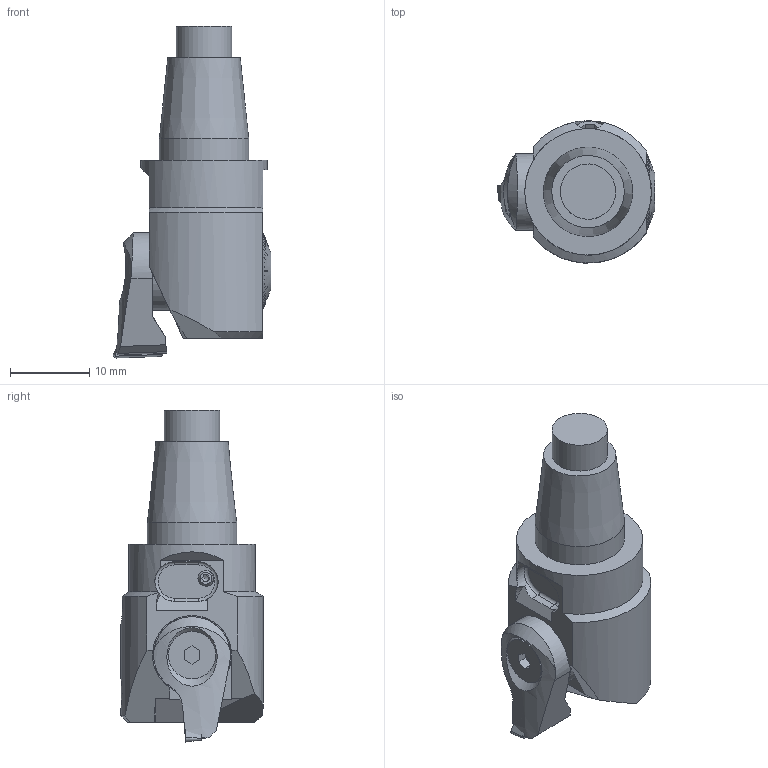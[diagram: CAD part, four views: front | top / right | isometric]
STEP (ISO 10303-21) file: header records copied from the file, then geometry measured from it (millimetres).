
FILE_DESCRIPTION(/* description */ ('3-D model version:1'),/* implementation_level */ '2;1');
FILE_NAME(/* name */ '825-23TC06-EH16',/* time_stamp */ '2013-06-03T10:01:07+02:00',/* author */ ('InteractiveCad'),/* organization */ ('AB Sandvik Coromant'),/* preprocessor_version */ 'ST-DEVELOPER v11',/* originating_system */ 'SIEMENS UGS NX 6.0',/* authorisation */ '');
FILE_SCHEMA (('CONFIG_CONTROL_DESIGN'));
Length unit declared in the file: millimetre
Products named in the file (3): R825A_AF11STUC06T1A_SIM; EH16_R825A_AA18014_SIM; 825_23TC06_EH16_SIM
Assembly tree (2 placements, depth 2):
  825_23TC06_EH16_SIM
    EH16_R825A_AA18014_SIM
    R825A_AF11STUC06T1A_SIM
Bounding box: 19.96 x 17.99 x 42 mm (x, y, z)
Volume: 6232.8 mm3; surface area: 2651.7 mm2
Topology: 3 solids, 3 shells, 350 faces, 980 edges, 647 vertices
Faces by surface type: plane 290, cylinder 34, cone 20, torus 4, sphere 1, bspline 1
Full cylindrical faces by diameter (mm): 2 x1, 2.2 x1, 2.4 x1, 4 x2, 4.015 x1, 4.2 x1, 6 x1, 7 x1, 11.305 x1, 16 x1
Entity records: 11675 total; most frequent: CARTESIAN_POINT 2610, ORIENTED_EDGE 1894, DIRECTION 1680, EDGE_CURVE 947, LINE 668, VECTOR 668, VERTEX_POINT 637, AXIS2_PLACEMENT_3D 506
